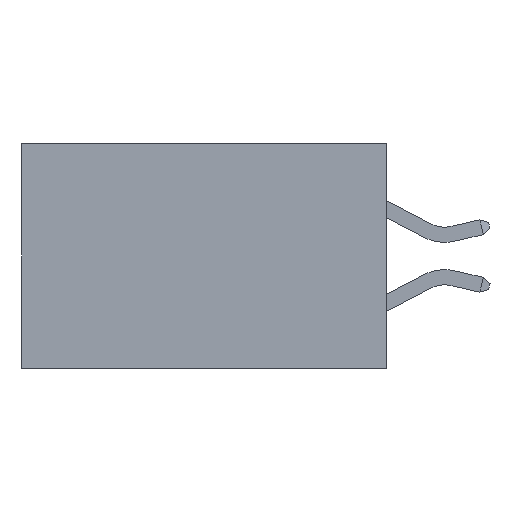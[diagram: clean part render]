
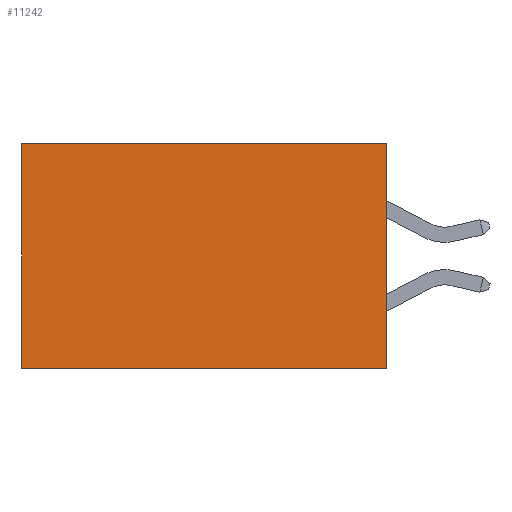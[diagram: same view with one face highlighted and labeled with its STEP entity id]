
A CAD part, left-side view. The second image highlights one B-rep face of the part: STEP entity #11242.
In plain terms, the highlighted planar face has unit normal (-1, 0, 0).
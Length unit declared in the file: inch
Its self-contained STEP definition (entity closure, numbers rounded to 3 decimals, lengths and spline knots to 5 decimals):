
#364 = ORIENTED_EDGE ( 'NONE', *, *, #9979, .F. ) ;
#1149 = CARTESIAN_POINT ( 'NONE',  ( 0.298, 0.6, 0. ) ) ;
#1792 = LINE ( 'NONE', #7075, #9984 ) ;
#1908 = CARTESIAN_POINT ( 'NONE',  ( 0.298, 0., 0. ) ) ;
#2210 = CARTESIAN_POINT ( 'NONE',  ( 0.298, 0., 0. ) ) ;
#2619 = DIRECTION ( 'NONE',  ( 0., 0., -1. ) ) ;
#3675 = DIRECTION ( 'NONE',  ( 0., 0., -1. ) ) ;
#4146 = VERTEX_POINT ( 'NONE', #18233 ) ;
#4969 = PLANE ( 'NONE',  #6710 ) ;
#6128 = EDGE_LOOP ( 'NONE', ( #13787, #364, #7872, #6497 ) ) ;
#6232 = EDGE_CURVE ( 'NONE', #18394, #4146, #1792, .T. ) ;
#6497 = ORIENTED_EDGE ( 'NONE', *, *, #6232, .T. ) ;
#6710 = AXIS2_PLACEMENT_3D ( 'NONE', #2210, #12430, #3675 ) ;
#7047 = CARTESIAN_POINT ( 'NONE',  ( 0.298, 0., -0.37 ) ) ;
#7075 = CARTESIAN_POINT ( 'NONE',  ( 0.298, 0., 0. ) ) ;
#7241 = CARTESIAN_POINT ( 'NONE',  ( 0.298, 0., 0. ) ) ;
#7872 = ORIENTED_EDGE ( 'NONE', *, *, #17967, .F. ) ;
#8607 = DIRECTION ( 'NONE',  ( 0., 1., 0. ) ) ;
#9890 = DIRECTION ( 'NONE',  ( 0., 0., -1. ) ) ;
#9979 = EDGE_CURVE ( 'NONE', #14537, #11525, #16115, .T. ) ;
#9984 = VECTOR ( 'NONE', #8607, 39.37008 ) ;
#10697 = FACE_OUTER_BOUND ( 'NONE', #6128, .T. ) ;
#11242 = ADVANCED_FACE ( 'NONE', ( #10697 ), #4969, .F. ) ;
#11429 = DIRECTION ( 'NONE',  ( 0., 1., 0. ) ) ;
#11525 = VERTEX_POINT ( 'NONE', #12855 ) ;
#12430 = DIRECTION ( 'NONE',  ( 1., 0., 0. ) ) ;
#12855 = CARTESIAN_POINT ( 'NONE',  ( 0.298, 0.6, -0.37 ) ) ;
#13787 = ORIENTED_EDGE ( 'NONE', *, *, #14773, .T. ) ;
#13930 = VECTOR ( 'NONE', #2619, 39.37008 ) ;
#14537 = VERTEX_POINT ( 'NONE', #16848 ) ;
#14626 = LINE ( 'NONE', #1149, #13930 ) ;
#14773 = EDGE_CURVE ( 'NONE', #4146, #11525, #14626, .T. ) ;
#15643 = VECTOR ( 'NONE', #11429, 39.37008 ) ;
#16040 = LINE ( 'NONE', #7241, #16959 ) ;
#16115 = LINE ( 'NONE', #7047, #15643 ) ;
#16848 = CARTESIAN_POINT ( 'NONE',  ( 0.298, 0., -0.37 ) ) ;
#16959 = VECTOR ( 'NONE', #9890, 39.37008 ) ;
#17967 = EDGE_CURVE ( 'NONE', #18394, #14537, #16040, .T. ) ;
#18233 = CARTESIAN_POINT ( 'NONE',  ( 0.298, 0.6, 0. ) ) ;
#18394 = VERTEX_POINT ( 'NONE', #1908 ) ;
